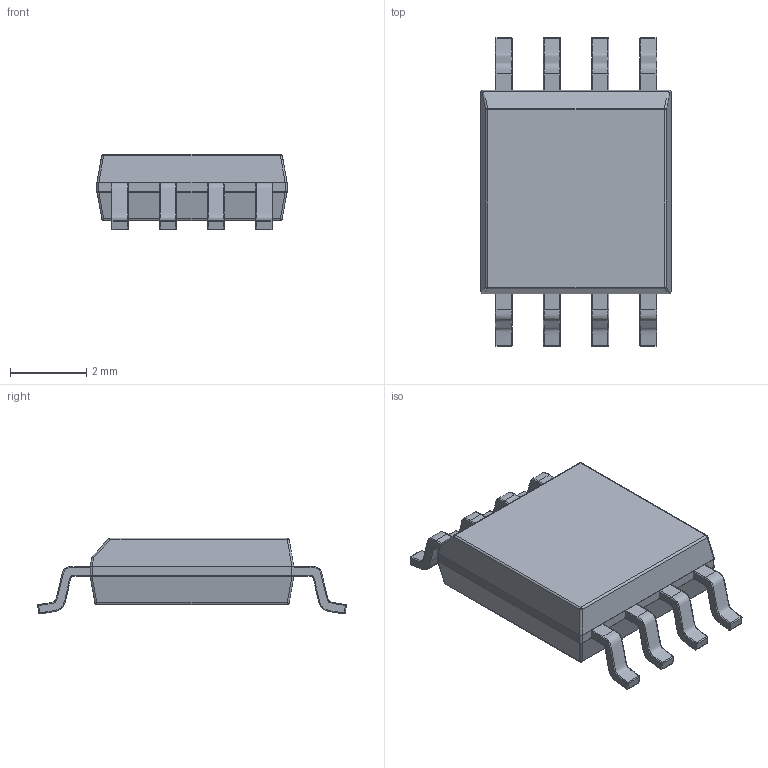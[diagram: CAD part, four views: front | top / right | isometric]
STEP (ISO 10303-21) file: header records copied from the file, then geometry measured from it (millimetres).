
FILE_DESCRIPTION((''),'2;1');
FILE_NAME('SOIC-8-208MIL.stp','2017-10-05T08:06:33',(''),(''),'Mechanical Desktop 2011','Mechanical Desktop 2011',', , ');
FILE_SCHEMA(('CONFIG_CONTROL_DESIGN'));
Length unit declared in the file: millimetre
Products named in the file (2): Product; Document
Assembly tree (1 placements, depth 2):
  Product
    Document
Bounding box: 5 x 8.12 x 2 mm (x, y, z)
Volume: 46.4 mm3; surface area: 108.4 mm2
Topology: 9 solids, 9 shells, 405 faces, 890 edges, 460 vertices
Faces by surface type: cylinder 143, bspline 91, sphere 86, plane 85
Entity records: 15377 total; most frequent: CARTESIAN_POINT 7202, ORIENTED_EDGE 1684, DIRECTION 1641, EDGE_CURVE 842, AXIS2_PLACEMENT_3D 642, VERTEX_POINT 460, EDGE_LOOP 410, FACE_OUTER_BOUND 405
